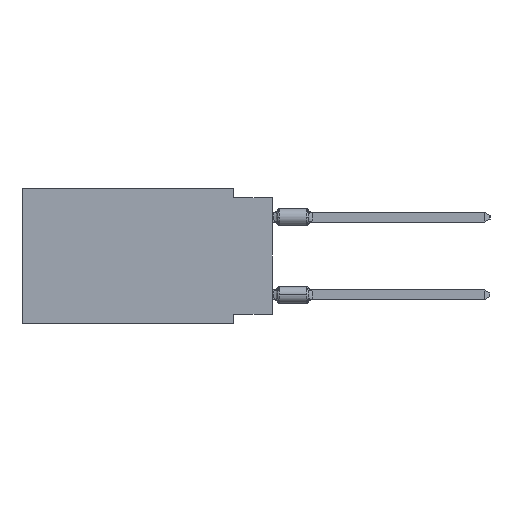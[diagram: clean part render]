
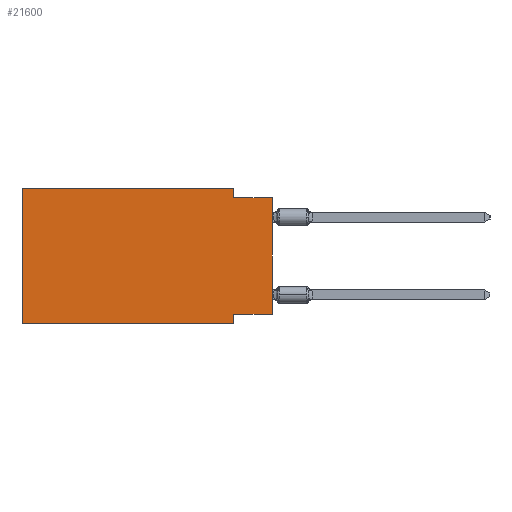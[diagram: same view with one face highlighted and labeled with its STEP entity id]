
A CAD part, left-side view. The second image highlights one B-rep face of the part: STEP entity #21600.
In plain terms, the highlighted planar face has unit normal (-1, 0, 0).
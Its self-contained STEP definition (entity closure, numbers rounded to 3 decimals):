
#552 = ORIENTED_EDGE ( 'NONE', *, *, #7681, .F. ) ;
#1332 = EDGE_LOOP ( 'NONE', ( #28417, #35267, #552, #4592, #11538, #23259, #10236, #30796 ) ) ;
#1687 = VECTOR ( 'NONE', #19329, 1000. ) ;
#2275 = VERTEX_POINT ( 'NONE', #16074 ) ;
#2334 = FACE_OUTER_BOUND ( 'NONE', #1332, .T. ) ;
#3254 = LINE ( 'NONE', #24715, #28544 ) ;
#4592 = ORIENTED_EDGE ( 'NONE', *, *, #5882, .F. ) ;
#5383 = LINE ( 'NONE', #27654, #20070 ) ;
#5882 = EDGE_CURVE ( 'NONE', #22860, #27178, #5383, .T. ) ;
#6327 = CARTESIAN_POINT ( 'NONE',  ( 0., 2.54, 0. ) ) ;
#6591 = EDGE_CURVE ( 'NONE', #9664, #23077, #3254, .T. ) ;
#7375 = VERTEX_POINT ( 'NONE', #31163 ) ;
#7681 = EDGE_CURVE ( 'NONE', #27178, #9664, #28585, .T. ) ;
#9642 = VERTEX_POINT ( 'NONE', #22001 ) ;
#9664 = VERTEX_POINT ( 'NONE', #29975 ) ;
#10236 = ORIENTED_EDGE ( 'NONE', *, *, #22903, .F. ) ;
#10600 = EDGE_CURVE ( 'NONE', #2275, #23077, #19075, .T. ) ;
#10865 = CARTESIAN_POINT ( 'NONE',  ( 0., 2.54, -8.89 ) ) ;
#11538 = ORIENTED_EDGE ( 'NONE', *, *, #18702, .F. ) ;
#11692 = VECTOR ( 'NONE', #21432, 1000. ) ;
#11954 = DIRECTION ( 'NONE',  ( 0., 0., -1. ) ) ;
#13354 = PLANE ( 'NONE',  #34197 ) ;
#13458 = LINE ( 'NONE', #15463, #22986 ) ;
#13760 = DIRECTION ( 'NONE',  ( 0., 0., 1. ) ) ;
#13914 = DIRECTION ( 'NONE',  ( 0., -1., 0. ) ) ;
#15463 = CARTESIAN_POINT ( 'NONE',  ( 0., 0., -8.255 ) ) ;
#16074 = CARTESIAN_POINT ( 'NONE',  ( 0., 0., -8.255 ) ) ;
#17539 = VECTOR ( 'NONE', #11954, 1000. ) ;
#18702 = EDGE_CURVE ( 'NONE', #7375, #22860, #33090, .T. ) ;
#19075 = LINE ( 'NONE', #35176, #11692 ) ;
#19329 = DIRECTION ( 'NONE',  ( 0., 0., -1. ) ) ;
#19967 = CARTESIAN_POINT ( 'NONE',  ( 0., 2.54, -8.255 ) ) ;
#20070 = VECTOR ( 'NONE', #27285, 1000. ) ;
#21432 = DIRECTION ( 'NONE',  ( 0., 0., 1. ) ) ;
#21600 = ADVANCED_FACE ( 'NONE', ( #2334 ), #13354, .F. ) ;
#21633 = DIRECTION ( 'NONE',  ( 0., -1., 0. ) ) ;
#21679 = CARTESIAN_POINT ( 'NONE',  ( 0., 16.383, 0. ) ) ;
#21697 = LINE ( 'NONE', #10865, #1687 ) ;
#22001 = CARTESIAN_POINT ( 'NONE',  ( 0., 2.54, -8.89 ) ) ;
#22237 = VECTOR ( 'NONE', #13914, 1000. ) ;
#22573 = CARTESIAN_POINT ( 'NONE',  ( 0., 16.383, -8.89 ) ) ;
#22762 = CARTESIAN_POINT ( 'NONE',  ( 0., 2.54, 0. ) ) ;
#22860 = VERTEX_POINT ( 'NONE', #35246 ) ;
#22903 = EDGE_CURVE ( 'NONE', #34190, #9642, #21697, .T. ) ;
#22986 = VECTOR ( 'NONE', #24490, 1000. ) ;
#23077 = VERTEX_POINT ( 'NONE', #29439 ) ;
#23259 = ORIENTED_EDGE ( 'NONE', *, *, #29023, .T. ) ;
#24490 = DIRECTION ( 'NONE',  ( 0., 1., 0. ) ) ;
#24715 = CARTESIAN_POINT ( 'NONE',  ( 0., 0., -0.635 ) ) ;
#27137 = CARTESIAN_POINT ( 'NONE',  ( 0., 16.383, 0. ) ) ;
#27178 = VERTEX_POINT ( 'NONE', #22762 ) ;
#27285 = DIRECTION ( 'NONE',  ( 0., -1., 0. ) ) ;
#27654 = CARTESIAN_POINT ( 'NONE',  ( 0., 16.383, 0. ) ) ;
#28417 = ORIENTED_EDGE ( 'NONE', *, *, #10600, .T. ) ;
#28544 = VECTOR ( 'NONE', #21633, 1000. ) ;
#28585 = LINE ( 'NONE', #6327, #17539 ) ;
#29023 = EDGE_CURVE ( 'NONE', #7375, #9642, #33426, .T. ) ;
#29439 = CARTESIAN_POINT ( 'NONE',  ( 0., 0., -0.635 ) ) ;
#29458 = DIRECTION ( 'NONE',  ( 0., 0., -1. ) ) ;
#29975 = CARTESIAN_POINT ( 'NONE',  ( 0., 2.54, -0.635 ) ) ;
#30796 = ORIENTED_EDGE ( 'NONE', *, *, #35671, .F. ) ;
#31163 = CARTESIAN_POINT ( 'NONE',  ( 0., 16.383, -8.89 ) ) ;
#32707 = DIRECTION ( 'NONE',  ( 1., 0., 0. ) ) ;
#33090 = LINE ( 'NONE', #27137, #33783 ) ;
#33426 = LINE ( 'NONE', #22573, #22237 ) ;
#33783 = VECTOR ( 'NONE', #13760, 1000. ) ;
#34190 = VERTEX_POINT ( 'NONE', #19967 ) ;
#34197 = AXIS2_PLACEMENT_3D ( 'NONE', #21679, #32707, #29458 ) ;
#35176 = CARTESIAN_POINT ( 'NONE',  ( 0., 0., 0. ) ) ;
#35246 = CARTESIAN_POINT ( 'NONE',  ( 0., 16.383, 0. ) ) ;
#35267 = ORIENTED_EDGE ( 'NONE', *, *, #6591, .F. ) ;
#35671 = EDGE_CURVE ( 'NONE', #2275, #34190, #13458, .T. ) ;
